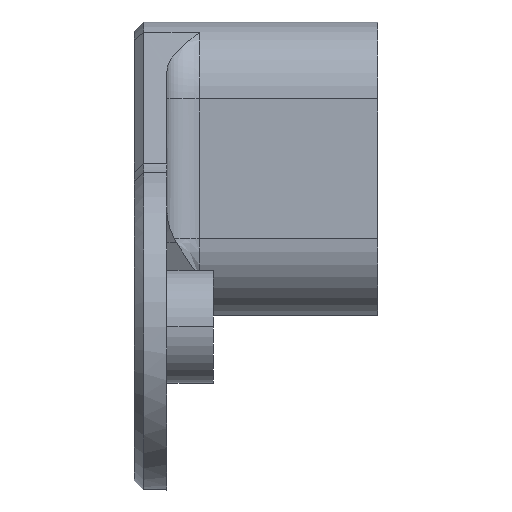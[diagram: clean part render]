
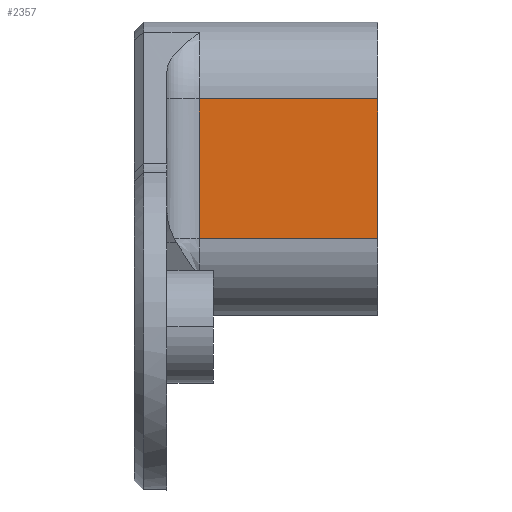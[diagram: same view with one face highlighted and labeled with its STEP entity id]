
A CAD part, front view. The second image highlights one B-rep face of the part: STEP entity #2357.
In plain terms, the highlighted planar face has unit normal (0, -1, 0).
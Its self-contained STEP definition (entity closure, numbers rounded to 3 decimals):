
#1331=CARTESIAN_POINT('Vertex',(-15.15,44.605,100.902)) ;
#1496=CARTESIAN_POINT('Vertex',(-15.15,44.605,94.902)) ;
#2096=CARTESIAN_POINT('Line Origine',(-15.15,44.605,94.902)) ;
#2203=CARTESIAN_POINT('Line Origine',(-17.55,44.605,100.902)) ;
#2207=CARTESIAN_POINT('Vertex',(-7.5,44.605,100.902)) ;
#2334=CARTESIAN_POINT('Axis2P3D Location',(-15.16,44.605,100.912)) ;
#2339=CARTESIAN_POINT('Line Origine',(-11.325,44.605,94.902)) ;
#2343=CARTESIAN_POINT('Vertex',(-7.5,44.605,94.902)) ;
#2346=CARTESIAN_POINT('Line Origine',(-7.5,44.605,97.902)) ;
#2097=DIRECTION('Vector Direction',(0.,0.,1.)) ;
#2204=DIRECTION('Vector Direction',(1.,0.,0.)) ;
#2335=DIRECTION('Axis2P3D Direction',(0.,-1.,0.)) ;
#2336=DIRECTION('Axis2P3D XDirection',(0.,0.,-1.)) ;
#2340=DIRECTION('Vector Direction',(1.,0.,0.)) ;
#2347=DIRECTION('Vector Direction',(0.,0.,-1.)) ;
#2337=AXIS2_PLACEMENT_3D('Plane Axis2P3D',#2334,#2335,#2336) ;
#2352=ORIENTED_EDGE('',*,*,#2209,.T.) ;
#2353=ORIENTED_EDGE('',*,*,#2100,.F.) ;
#2354=ORIENTED_EDGE('',*,*,#2345,.T.) ;
#2355=ORIENTED_EDGE('',*,*,#2350,.F.) ;
#2098=VECTOR('Line Direction',#2097,1.) ;
#2205=VECTOR('Line Direction',#2204,1.) ;
#2341=VECTOR('Line Direction',#2340,1.) ;
#2348=VECTOR('Line Direction',#2347,1.) ;
#2357=ADVANCED_FACE('Body2',(#2356),#2338,.T.) ;
#2100=EDGE_CURVE('',#1497,#1332,#2099,.T.) ;
#2209=EDGE_CURVE('',#2208,#1332,#2206,.F.) ;
#2345=EDGE_CURVE('',#1497,#2344,#2342,.T.) ;
#2350=EDGE_CURVE('',#2208,#2344,#2349,.T.) ;
#2351=EDGE_LOOP('',(#2352,#2353,#2354,#2355)) ;
#2356=FACE_OUTER_BOUND('',#2351,.T.) ;
#2099=LINE('Line',#2096,#2098) ;
#2206=LINE('Line',#2203,#2205) ;
#2342=LINE('Line',#2339,#2341) ;
#2349=LINE('Line',#2346,#2348) ;
#2338=PLANE('',#2337) ;
#1332=VERTEX_POINT('',#1331) ;
#1497=VERTEX_POINT('',#1496) ;
#2208=VERTEX_POINT('',#2207) ;
#2344=VERTEX_POINT('',#2343) ;
